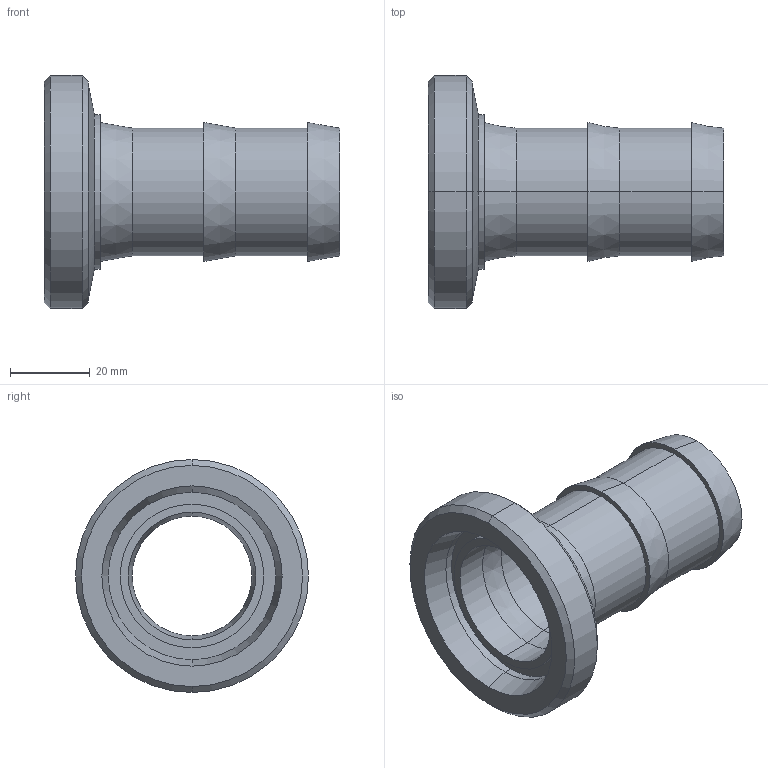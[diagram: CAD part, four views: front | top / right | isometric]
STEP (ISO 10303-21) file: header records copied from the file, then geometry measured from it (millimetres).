
FILE_DESCRIPTION (( 'STEP AP203' ), '1' );
FILE_NAME ('3D-M2051P_32_174261015.STEP', '2024-09-08T08:08:11', ( '' ), ( '' ), 'SwSTEP 2.0', 'SolidWorks 2024', '' );
FILE_SCHEMA (( 'CONFIG_CONTROL_DESIGN' ));
Length unit declared in the file: millimetre
Products named in the file (1): 3D-M2051P_32_174261015
Bounding box: 74 x 58.42 x 58.42 mm (x, y, z)
Volume: 24606.1 mm3; surface area: 19680.3 mm2
Topology: 1 solids, 1 shells, 40 faces, 80 edges, 48 vertices
Faces by surface type: cone 16, cylinder 16, plane 8
Entity records: 1125 total; most frequent: DIRECTION 210, CARTESIAN_POINT 169, ORIENTED_EDGE 160, AXIS2_PLACEMENT_3D 89, EDGE_CURVE 80, CIRCLE 48, EDGE_LOOP 48, VERTEX_POINT 48
